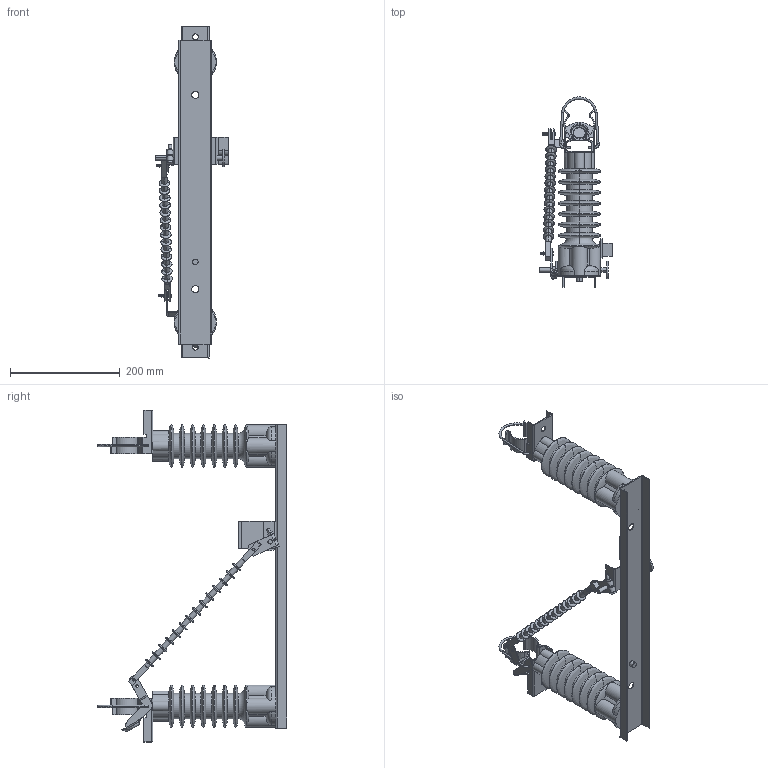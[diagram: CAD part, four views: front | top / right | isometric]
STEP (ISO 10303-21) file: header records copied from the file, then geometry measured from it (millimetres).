
FILE_DESCRIPTION((''),'2;1');
FILE_NAME('004349022_VVP_24_1PN_NK_24_BSW_ASM','2024-02-07T09:38:26',('klemen.sitar'),('Audax d.o.o.'),'CREO PARAMETRIC BY PTC INC, 2021304','CREO PARAMETRIC BY PTC INC, 2021304','');
FILE_SCHEMA(('AP242_MANAGED_MODEL_BASED_3D_ENGINEERING_MIM_LF { 1 0 10303 442 1 1 4 }'));
Length unit declared in the file: millimetre
Products named in the file (37): 665_1_1_1_1_1_1_1; PRT0038_1_1; A2B_1_1_1_1_1_1_1_1_1_1_1_1_1_1; A1F_1_1_1_1_1_1_1_1_1_1_1_1_1_1; A13_1_1_1_1_1_1_1_1_1_1_1_1_1_1; INSULATOR_24KV_ASM_1_ASM_1_ASM; INSULATOR_24_KV_ASM_1_ASM; PRT0038_1_1_1; A2B_1_1_1_1_1_1_1_1_1_1_1_1_1_2; A1F_1_1_1_1_1_1_1_1_1_1_1_1_1_2; A13_1_1_1_1_1_1_1_1_1_1_1_1_1_2; INSULATOR_24KV_ASM_1_1_ASM_1_ASM; ASM0004_ASM_1_ASM; OPEN_CASCADE_STEP_TRANSLAT-10_9; PRT9567_1_1_1_1_1_1_1_1_1-25878; VV_SPONKA_12KV-V2_ASM_1_ASM_1_A_ASM; VV_SPONKA_12KV-V3_ASM_1_ASM_1_A_ASM; OPEN_CASCADE_STEP_TRANSLAT-1_10; PRT9567_1_1_1_1_1_1_1_1_1-31473; PRT9565_1_1_1_2_1_1_1_1_1_1_1_1; VV_SPONKA_12KV-V2_ASM_1_1_ASM_1_ASM; ASM0104A_ASM_1_ASM_1_ASM_1_ASM__ASM; 618_1_2_3_1_1_1_1_1_1_1; 48B_1_1_1_1_1_1_1_1_1_1_1_1_1_3; 487_1_1_1_1_1_1_1_1_1_1_1_1_1_3; SCREW_FOR_RED_STICK_ASM_1_ASM_1_ASM; PRT0031_1_1_1; PRT0029_1_1_1; PRT0028_1_1_1; PRT0027_1_1_1; PRT0032_1_1_1; SCREW_1_1_1; SCREW_BIGGER_1_1_1; P1_ASM_1_ASM_1_ASM_1_ASM; MS_ASM_1_ASM; RED_STICK_24_KV_1; 004349022_VVP_24_1PN_NK_24_BSW_ASM
Assembly tree (37 placements, depth 5):
  004349022_VVP_24_1PN_NK_24_BSW_ASM
    665_1_1_1_1_1_1_1
    INSULATOR_24_KV_ASM_1_ASM
      INSULATOR_24KV_ASM_1_ASM_1_ASM
        PRT0038_1_1
        A2B_1_1_1_1_1_1_1_1_1_1_1_1_1_1
        A1F_1_1_1_1_1_1_1_1_1_1_1_1_1_1
        A13_1_1_1_1_1_1_1_1_1_1_1_1_1_1
    ASM0004_ASM_1_ASM
      INSULATOR_24KV_ASM_1_1_ASM_1_ASM
        PRT0038_1_1_1
        A2B_1_1_1_1_1_1_1_1_1_1_1_1_1_2
        A1F_1_1_1_1_1_1_1_1_1_1_1_1_1_2
        A13_1_1_1_1_1_1_1_1_1_1_1_1_1_2
    VV_SPONKA_12KV-V3_ASM_1_ASM_1_A_ASM
      VV_SPONKA_12KV-V2_ASM_1_ASM_1_A_ASM
        OPEN_CASCADE_STEP_TRANSLAT-10_9
        PRT9567_1_1_1_1_1_1_1_1_1-25878
    ASM0104A_ASM_1_ASM_1_ASM_1_ASM__ASM
      VV_SPONKA_12KV-V2_ASM_1_1_ASM_1_ASM
        OPEN_CASCADE_STEP_TRANSLAT-1_10
        PRT9567_1_1_1_1_1_1_1_1_1-31473
        PRT9565_1_1_1_2_1_1_1_1_1_1_1_1
    618_1_2_3_1_1_1_1_1_1_1
    SCREW_FOR_RED_STICK_ASM_1_ASM_1_ASM
      48B_1_1_1_1_1_1_1_1_1_1_1_1_1_3
      487_1_1_1_1_1_1_1_1_1_1_1_1_1_3
    MS_ASM_1_ASM
      PRT0031_1_1_1
      PRT0029_1_1_1
      PRT0028_1_1_1
      PRT0027_1_1_1
      P1_ASM_1_ASM_1_ASM_1_ASM
        PRT0032_1_1_1
        SCREW_1_1_1
        SCREW_BIGGER_1_1_1
        SCREW_FOR_RED_STICK_ASM_1_ASM_1_ASM
          48B_1_1_1_1_1_1_1_1_1_1_1_1_1_3
          487_1_1_1_1_1_1_1_1_1_1_1_1_1_3
    RED_STICK_24_KV_1
Bounding box: 132.3 x 346.34 x 606.21 mm (x, y, z)
Volume: 1532269.4 mm3; surface area: 397838.2 mm2
Topology: 27 solids, 27 shells, 859 faces, 2356 edges, 1612 vertices
Faces by surface type: cylinder 306, plane 294, revolution 132, torus 118, bspline 8, extrusion 1
Entity records: 48083 total; most frequent: CARTESIAN_POINT 12652, DIRECTION 4959, ORIENTED_EDGE 4444, PRESENTATION_LAYER_ASSIGNMENT 2365, EDGE_CURVE 2222, AXIS2_PLACEMENT_3D 1989, PRESENTATION_STYLE_ASSIGNMENT 1595, STYLED_ITEM 1595
